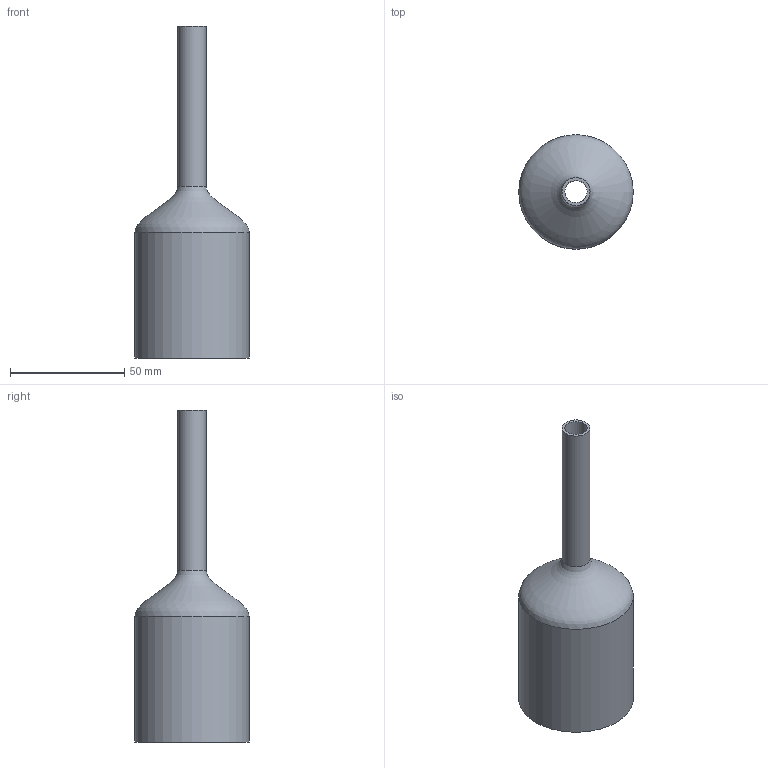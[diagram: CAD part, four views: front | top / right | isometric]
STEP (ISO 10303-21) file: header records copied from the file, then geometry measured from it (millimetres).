
FILE_DESCRIPTION(/* description */ ('STEP AP242','CAx-IF Rec.Pracs.---Representation and Presentation of Product Manufacturing Information (PMI)---4.0---2014-10-13','CAx-IF Rec.Pracs.---3D Tessellated Geometry---0.4---2014-09-14','2;1'),/* implementation_level */ '2;1');
FILE_NAME(/* name */ '66aab82ed50b0337126a97af',/* time_stamp */ '2024-07-31T22:18:25Z',/* author */ (''),/* organization */ (''),/* preprocessor_version */ 'ST-DEVELOPER v20',/* originating_system */ ' ',/* authorisation */ ' ');
FILE_SCHEMA (('AP242_MANAGED_MODEL_BASED_3D_ENGINEERING_MIM_LF { 1 0 10303 442 1 1 4 }'));
Length unit declared in the file: metre
Products named in the file (4): Middle; Dust collector; Part 2; DeWalt
Bounding box: 50 x 50 x 145 mm (x, y, z)
Volume: 32709.7 mm3; surface area: 32427.6 mm2
Topology: 4 solids, 4 shells, 17 faces, 27 edges, 18 vertices
Faces by surface type: plane 8, cylinder 7, bspline 2
Full cylindrical faces by diameter (mm): 9.75 x3, 12.25 x2, 45 x1, 50 x1
Entity records: 989 total; most frequent: CARTESIAN_POINT 597, DIRECTION 68, ORIENTED_EDGE 34, EDGE_LOOP 34, FACE_BOUND 34, AXIS2_PLACEMENT_3D 34, EDGE_CURVE 17, VERTEX_POINT 17
